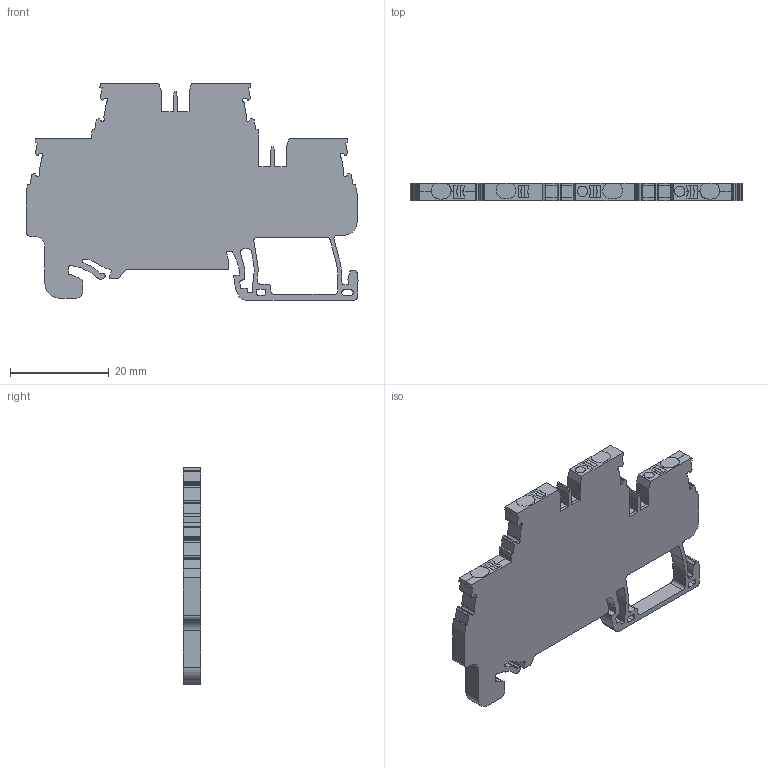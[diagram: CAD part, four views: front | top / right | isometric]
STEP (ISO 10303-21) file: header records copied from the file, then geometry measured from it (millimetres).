
FILE_DESCRIPTION (( 'STEP AP214' ), '1' );
FILE_NAME ('cpdlg15.STEP', '2024-11-15T10:55:54', ( '' ), ( '' ), 'SwSTEP 2.0', 'SolidWorks 2022', '' );
FILE_SCHEMA (( 'AUTOMOTIVE_DESIGN' ));
Length unit declared in the file: millimetre
Products named in the file (1): cpdlg15
Bounding box: 67.4 x 3.5 x 44 mm (x, y, z)
Volume: 6823.8 mm3; surface area: 5327.1 mm2
Topology: 1 solids, 1 shells, 390 faces, 1162 edges, 777 vertices
Faces by surface type: plane 233, cylinder 157
Entity records: 14512 total; most frequent: CARTESIAN_POINT 2330, ORIENTED_EDGE 2324, DIRECTION 2264, EDGE_CURVE 1162, VECTOR 842, LINE 842, VERTEX_POINT 777, AXIS2_PLACEMENT_3D 711
